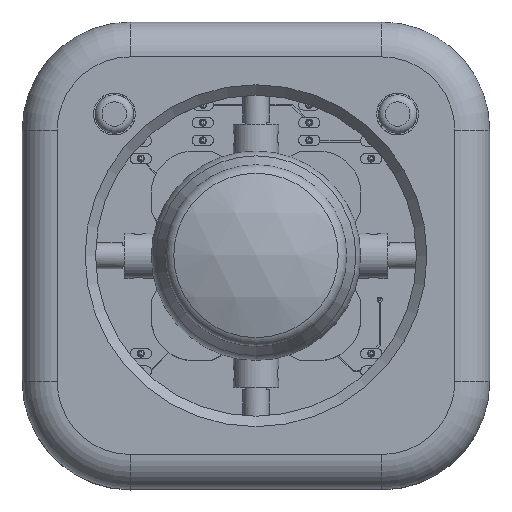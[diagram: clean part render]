
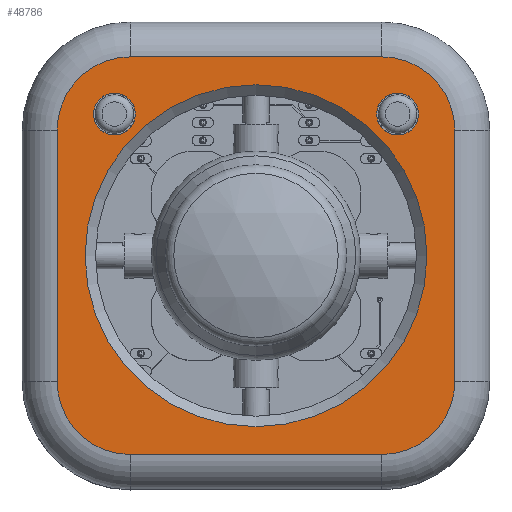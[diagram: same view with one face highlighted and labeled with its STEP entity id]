
A CAD part, top view. The second image highlights one B-rep face of the part: STEP entity #48786.
In plain terms, the highlighted planar face has unit normal (0, 0, 1).
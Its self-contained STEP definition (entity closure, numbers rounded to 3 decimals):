
#1634=FACE_BOUND('',#10279,.T.);
#1635=FACE_BOUND('',#10280,.T.);
#1636=FACE_BOUND('',#10281,.T.);
#3317=CIRCLE('',#53459,3.);
#3329=CIRCLE('',#53485,3.);
#3333=CIRCLE('',#53497,10.5);
#3336=CIRCLE('',#53502,10.5);
#3340=CIRCLE('',#53508,10.5);
#3344=CIRCLE('',#53514,10.5);
#3348=CIRCLE('',#53524,24.5);
#6863=FACE_OUTER_BOUND('',#10278,.T.);
#10278=EDGE_LOOP('',(#43276,#43277,#43278,#43279,#43280,#43281,#43282,#43283));
#10279=EDGE_LOOP('',(#43284));
#10280=EDGE_LOOP('',(#43285));
#10281=EDGE_LOOP('',(#43286));
#14935=LINE('',#81265,#19734);
#14937=LINE('',#81277,#19736);
#14939=LINE('',#81289,#19738);
#14941=LINE('',#81298,#19740);
#19734=VECTOR('',#66622,10.);
#19736=VECTOR('',#66636,10.);
#19738=VECTOR('',#66650,10.);
#19740=VECTOR('',#66662,10.);
#24124=VERTEX_POINT('',#81117);
#24140=VERTEX_POINT('',#81219);
#24149=VERTEX_POINT('',#81253);
#24152=VERTEX_POINT('',#81258);
#24154=VERTEX_POINT('',#81263);
#24156=VERTEX_POINT('',#81269);
#24158=VERTEX_POINT('',#81275);
#24160=VERTEX_POINT('',#81281);
#24162=VERTEX_POINT('',#81287);
#24164=VERTEX_POINT('',#81293);
#24170=VERTEX_POINT('',#81321);
#30541=EDGE_CURVE('',#24124,#24124,#3317,.T.);
#30568=EDGE_CURVE('',#24140,#24140,#3329,.T.);
#30587=EDGE_CURVE('',#24152,#24149,#3333,.T.);
#30589=EDGE_CURVE('',#24154,#24152,#14935,.T.);
#30592=EDGE_CURVE('',#24156,#24154,#3336,.T.);
#30595=EDGE_CURVE('',#24158,#24156,#14937,.T.);
#30598=EDGE_CURVE('',#24160,#24158,#3340,.T.);
#30601=EDGE_CURVE('',#24162,#24160,#14939,.T.);
#30604=EDGE_CURVE('',#24164,#24162,#3344,.T.);
#30606=EDGE_CURVE('',#24149,#24164,#14941,.T.);
#30619=EDGE_CURVE('',#24170,#24170,#3348,.T.);
#43276=ORIENTED_EDGE('',*,*,#30587,.F.);
#43277=ORIENTED_EDGE('',*,*,#30589,.F.);
#43278=ORIENTED_EDGE('',*,*,#30592,.F.);
#43279=ORIENTED_EDGE('',*,*,#30595,.F.);
#43280=ORIENTED_EDGE('',*,*,#30598,.F.);
#43281=ORIENTED_EDGE('',*,*,#30601,.F.);
#43282=ORIENTED_EDGE('',*,*,#30604,.F.);
#43283=ORIENTED_EDGE('',*,*,#30606,.F.);
#43284=ORIENTED_EDGE('',*,*,#30541,.T.);
#43285=ORIENTED_EDGE('',*,*,#30568,.T.);
#43286=ORIENTED_EDGE('',*,*,#30619,.F.);
#46114=PLANE('',#53523);
#48786=ADVANCED_FACE('',(#6863,#1634,#1635,#1636),#46114,.T.);
#53459=AXIS2_PLACEMENT_3D('',#81119,#66515,#66516);
#53485=AXIS2_PLACEMENT_3D('',#81221,#66577,#66578);
#53497=AXIS2_PLACEMENT_3D('',#81260,#66616,#66617);
#53502=AXIS2_PLACEMENT_3D('',#81271,#66628,#66629);
#53508=AXIS2_PLACEMENT_3D('',#81283,#66642,#66643);
#53514=AXIS2_PLACEMENT_3D('',#81295,#66656,#66657);
#53523=AXIS2_PLACEMENT_3D('',#81320,#66685,#66686);
#53524=AXIS2_PLACEMENT_3D('',#81322,#66687,#66688);
#66515=DIRECTION('center_axis',(0.,0.,-1.));
#66516=DIRECTION('ref_axis',(-1.,0.,0.));
#66577=DIRECTION('center_axis',(0.,0.,-1.));
#66578=DIRECTION('ref_axis',(1.,0.,0.));
#66616=DIRECTION('center_axis',(0.,0.,-1.));
#66617=DIRECTION('ref_axis',(-0.707,-0.707,0.));
#66622=DIRECTION('',(-1.,0.,0.));
#66628=DIRECTION('center_axis',(0.,0.,-1.));
#66629=DIRECTION('ref_axis',(0.707,-0.707,0.));
#66636=DIRECTION('',(0.,-1.,0.));
#66642=DIRECTION('center_axis',(0.,0.,-1.));
#66643=DIRECTION('ref_axis',(0.707,0.707,0.));
#66650=DIRECTION('',(1.,0.,0.));
#66656=DIRECTION('center_axis',(0.,0.,-1.));
#66657=DIRECTION('ref_axis',(-0.707,0.707,0.));
#66662=DIRECTION('',(0.,1.,0.));
#66685=DIRECTION('center_axis',(0.,0.,1.));
#66686=DIRECTION('ref_axis',(1.,0.,0.));
#66687=DIRECTION('center_axis',(0.,0.,1.));
#66688=DIRECTION('ref_axis',(1.,0.,0.));
#81117=CARTESIAN_POINT('',(-17.298,20.298,18.79));
#81119=CARTESIAN_POINT('Origin',(-20.298,20.298,18.79));
#81219=CARTESIAN_POINT('',(17.298,20.298,18.79));
#81221=CARTESIAN_POINT('Origin',(20.298,20.298,18.79));
#81253=CARTESIAN_POINT('',(-28.5,-18.,18.79));
#81258=CARTESIAN_POINT('',(-18.,-28.5,18.79));
#81260=CARTESIAN_POINT('Origin',(-18.,-18.,18.79));
#81263=CARTESIAN_POINT('',(18.,-28.5,18.79));
#81265=CARTESIAN_POINT('',(-9.,-28.5,18.79));
#81269=CARTESIAN_POINT('',(28.5,-18.,18.79));
#81271=CARTESIAN_POINT('Origin',(18.,-18.,18.79));
#81275=CARTESIAN_POINT('',(28.5,18.,18.79));
#81277=CARTESIAN_POINT('',(28.5,-9.,18.79));
#81281=CARTESIAN_POINT('',(18.,28.5,18.79));
#81283=CARTESIAN_POINT('Origin',(18.,18.,18.79));
#81287=CARTESIAN_POINT('',(-18.,28.5,18.79));
#81289=CARTESIAN_POINT('',(9.,28.5,18.79));
#81293=CARTESIAN_POINT('',(-28.5,18.,18.79));
#81295=CARTESIAN_POINT('Origin',(-18.,18.,18.79));
#81298=CARTESIAN_POINT('',(-28.5,9.,18.79));
#81320=CARTESIAN_POINT('Origin',(0.,0.,
18.79));
#81321=CARTESIAN_POINT('',(-24.5,0.,18.79));
#81322=CARTESIAN_POINT('Origin',(0.,0.,18.79));
